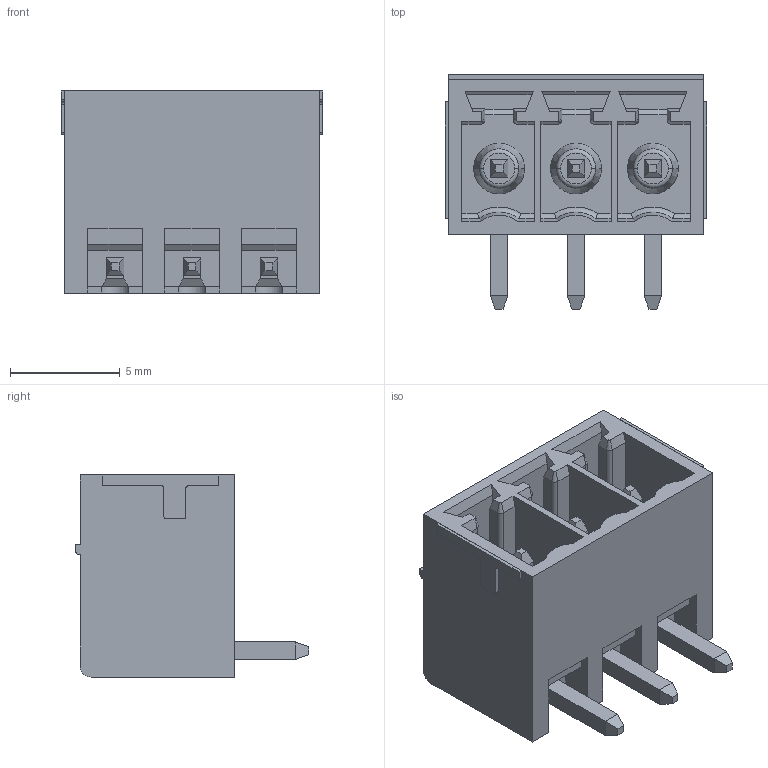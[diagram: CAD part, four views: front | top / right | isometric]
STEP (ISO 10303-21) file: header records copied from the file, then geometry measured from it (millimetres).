
FILE_DESCRIPTION (( 'STEP AP214' ), '1' );
FILE_NAME ('1844223.STEP', '2018-10-10T11:47:39', ( '' ), ( '' ), 'SwSTEP 2.0', 'SolidWorks 2017', '' );
FILE_SCHEMA (( 'AUTOMOTIVE_DESIGN' ));
Length unit declared in the file: millimetre
Products named in the file (1): 1844223
Bounding box: 11.9 x 10.65 x 9.2 mm (x, y, z)
Volume: 395.7 mm3; surface area: 1179.4 mm2
Topology: 6 solids, 6 shells, 298 faces, 744 edges, 464 vertices
Faces by surface type: plane 218, cylinder 50, cone 21, torus 9
Entity records: 8811 total; most frequent: CARTESIAN_POINT 1555, ORIENTED_EDGE 1488, DIRECTION 1466, EDGE_CURVE 744, LINE 596, VECTOR 596, VERTEX_POINT 464, AXIS2_PLACEMENT_3D 435
